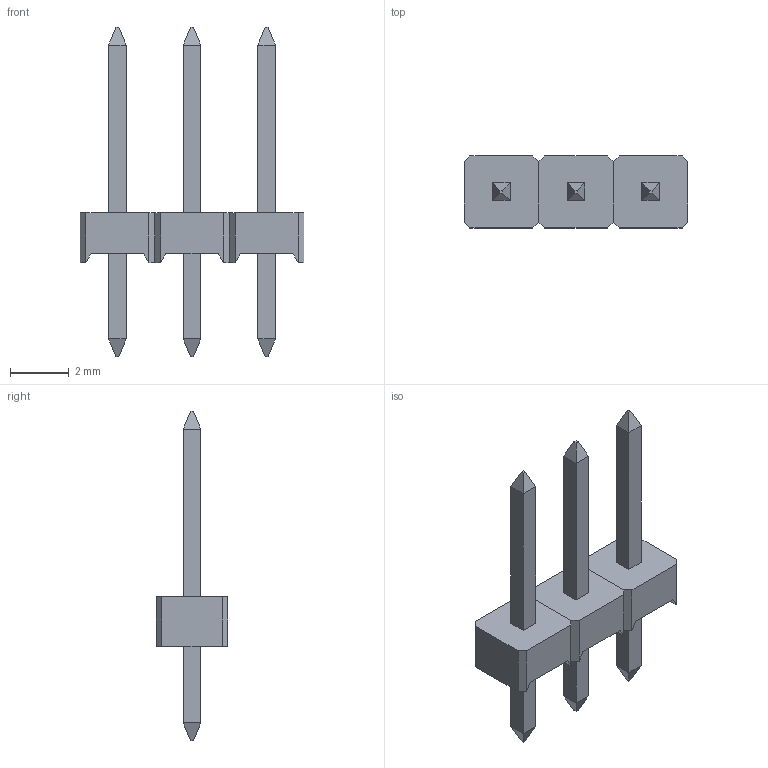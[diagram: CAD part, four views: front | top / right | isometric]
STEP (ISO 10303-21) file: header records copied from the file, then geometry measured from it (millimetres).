
FILE_DESCRIPTION((''),'2;1');
FILE_NAME('STELVIO-KONTEK_3860358103440.stp','2013-08-29T11:28:22',(''),(''),'Mechanical Desktop 2011','Mechanical Desktop 2011',', , ');
FILE_SCHEMA(('AUTOMOTIVE_DESIGN { 1 2 10303 214 1 1 1 1 }'));
Length unit declared in the file: millimetre
Products named in the file (1): Product
Bounding box: 7.62 x 2.45 x 11.2 mm (x, y, z)
Volume: 36.8 mm3; surface area: 154 mm2
Topology: 9 solids, 9 shells, 102 faces, 216 edges, 132 vertices
Faces by surface type: plane 102
Entity records: 2676 total; most frequent: CARTESIAN_POINT 451, ORIENTED_EDGE 432, DIRECTION 422, VECTOR 216, LINE 216, EDGE_CURVE 216, VERTEX_POINT 132, AXIS2_PLACEMENT_3D 103
